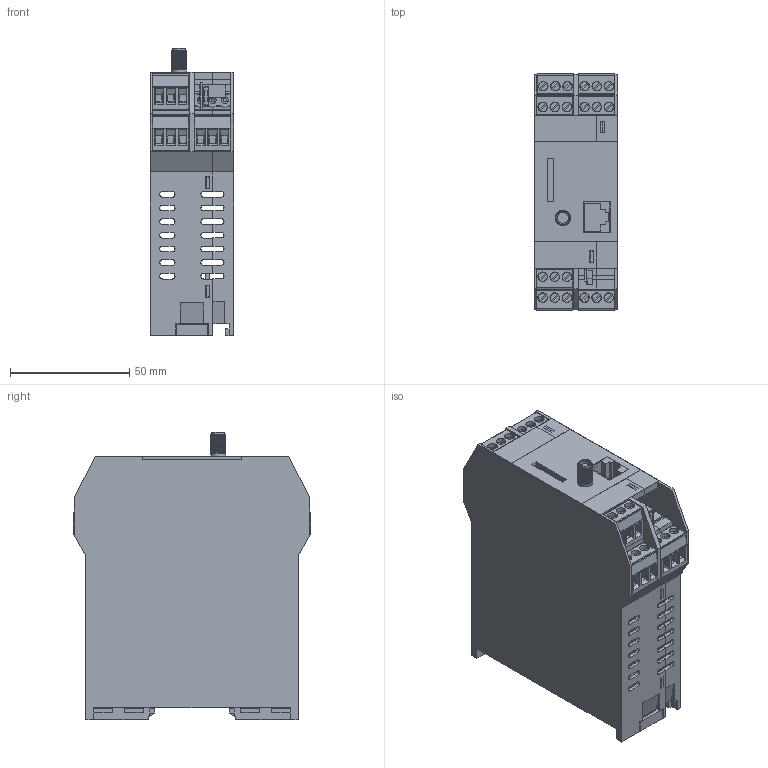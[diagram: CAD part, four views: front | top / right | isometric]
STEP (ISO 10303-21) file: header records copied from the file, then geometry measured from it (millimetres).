
FILE_DESCRIPTION(/* description */ ('','CAx-IF Rec.Pracs.---Representation and Presentation of Product Manufacturing Information (PMI)---3.8---2014-02-18'),/* implementation_level */ '2;1');
FILE_NAME(/* name */ 'Z-UMTS.stp',/* time_stamp */ '2017-03-03T14:20:01+01:00',/* author */ ('Teso'),/* organization */ (''),/* preprocessor_version */ 'ST-DEVELOPER v16.5',/* originating_system */ 'Autodesk Inventor 2017',/* authorisation */ '');
FILE_SCHEMA (('AP242_MANAGED_MODEL_BASED_3D_ENGINEERING_MIM_LF { 1 0 10303 442 1 1 4 }'));
Length unit declared in the file: millimetre
Products named in the file (13): Z-UMTS; contenitore; contenitore_1; gancio fissaggio; connettore bus; copertura superiore UMTS; MSTB_2.5_3-ST-5.08; MICRO SD CARD; micro usb; innesto antenna; ETH-SOK-F; RETRO_SIM; Z-UMTS-PIASTRA-DECAL1
Assembly tree (19 placements, depth 2):
  Z-UMTS
    contenitore
    contenitore_1
    gancio fissaggio  x2
    connettore bus
    copertura superiore UMTS
    MSTB_2.5_3-ST-5.08  x7
    MICRO SD CARD
    micro usb
    innesto antenna
    ETH-SOK-F
    RETRO_SIM
    Z-UMTS-PIASTRA-DECAL1
Bounding box: 35 x 99.56 x 120.15 mm (x, y, z)
Volume: 70403.4 mm3; surface area: 93753 mm2
Topology: 19 solids, 19 shells, 2599 faces, 6945 edges, 4528 vertices
Faces by surface type: plane 2090, cylinder 503, cone 4, bspline 2
Full cylindrical faces by diameter (mm): 0.609 x7, 1.4 x21, 1.5 x4, 1.6 x4, 2.8 x21, 3 x4, 3.783 x21, 4 x21, 4.56 x1, 5.4 x1, 6.3 x1, 6.4 x2
Entity records: 43271 total; most frequent: CARTESIAN_POINT 9586, ORIENTED_EDGE 7024, DIRECTION 6482, EDGE_CURVE 3512, LINE 3156, VECTOR 3156, VERTEX_POINT 2320, AXIS2_PLACEMENT_3D 1663
